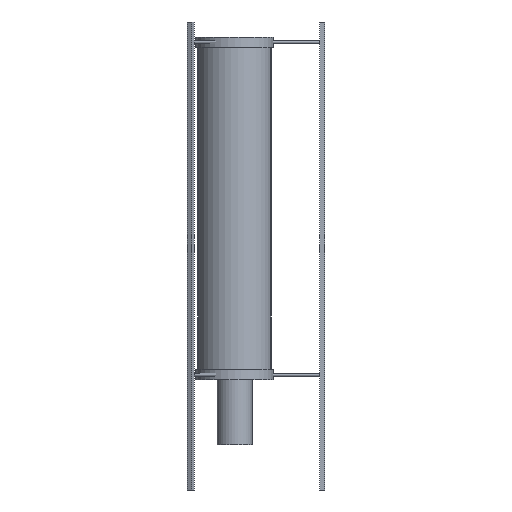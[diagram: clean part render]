
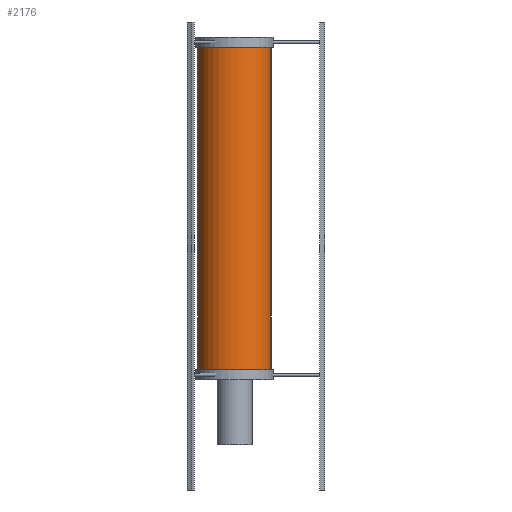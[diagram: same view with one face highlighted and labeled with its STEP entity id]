
A CAD part, left-side view. The second image highlights one B-rep face of the part: STEP entity #2176.
In plain terms, the highlighted cylindrical face has radius 74 mm (diameter 148 mm), a full revolution.
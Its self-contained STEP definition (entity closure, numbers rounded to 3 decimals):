
#378=FACE_OUTER_BOUND('',#577,.T.);
#577=EDGE_LOOP('',(#1793,#1794,#1795,#1796));
#733=LINE('',#3978,#836);
#836=VECTOR('',#3085,74.);
#940=CIRCLE('',#2484,74.);
#943=CIRCLE('',#2489,74.);
#1124=VERTEX_POINT('',#3967);
#1127=VERTEX_POINT('',#3976);
#1356=EDGE_CURVE('',#1124,#1124,#940,.T.);
#1360=EDGE_CURVE('',#1127,#1127,#943,.T.);
#1361=EDGE_CURVE('',#1127,#1124,#733,.T.);
#1793=ORIENTED_EDGE('',*,*,#1360,.F.);
#1794=ORIENTED_EDGE('',*,*,#1361,.T.);
#1795=ORIENTED_EDGE('',*,*,#1356,.F.);
#1796=ORIENTED_EDGE('',*,*,#1361,.F.);
#2034=CYLINDRICAL_SURFACE('',#2488,74.);
#2176=ADVANCED_FACE('',(#378),#2034,.T.);
#2484=AXIS2_PLACEMENT_3D('',#3968,#3072,#3073);
#2488=AXIS2_PLACEMENT_3D('',#3975,#3081,#3082);
#2489=AXIS2_PLACEMENT_3D('',#3977,#3083,#3084);
#3072=DIRECTION('center_axis',(0.,0.,-1.));
#3073=DIRECTION('ref_axis',(0.966,0.259,0.));
#3081=DIRECTION('center_axis',(0.,0.,1.));
#3082=DIRECTION('ref_axis',(0.966,0.259,0.));
#3083=DIRECTION('center_axis',(0.,0.,1.));
#3084=DIRECTION('ref_axis',(0.966,0.259,0.));
#3085=DIRECTION('',(0.,0.,-1.));
#3967=CARTESIAN_POINT('',(-71.479,-19.153,233.5));
#3968=CARTESIAN_POINT('Origin',(0.,0.,233.5));
#3975=CARTESIAN_POINT('Origin',(0.,0.,235.));
#3976=CARTESIAN_POINT('',(-71.479,-19.153,898.25));
#3977=CARTESIAN_POINT('Origin',(0.,0.,898.25));
#3978=CARTESIAN_POINT('',(-71.479,-19.153,235.));
